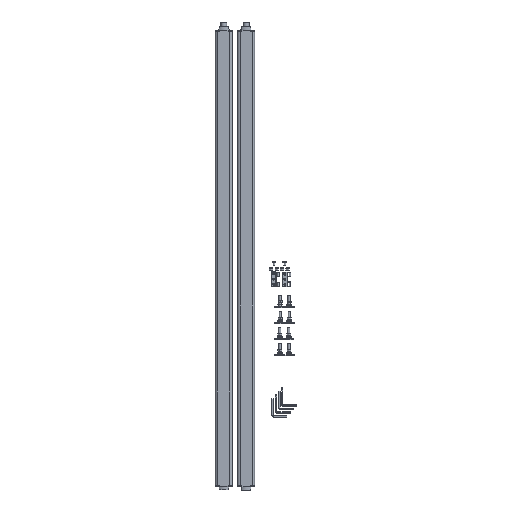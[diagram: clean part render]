
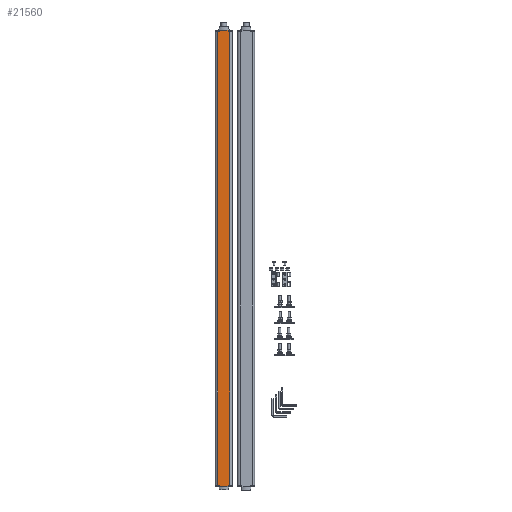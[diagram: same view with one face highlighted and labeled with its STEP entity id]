
A CAD part, front view. The second image highlights one B-rep face of the part: STEP entity #21560.
In plain terms, the highlighted planar face has unit normal (0, -1, 0).
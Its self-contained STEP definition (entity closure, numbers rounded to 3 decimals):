
#300=(
BOUNDED_CURVE()
B_SPLINE_CURVE(2,(#32852,#32853,#32854),.UNSPECIFIED.,.F.,.F.)
B_SPLINE_CURVE_WITH_KNOTS((3,3),(1.746,4.161),
 .UNSPECIFIED.)
CURVE()
GEOMETRIC_REPRESENTATION_ITEM()
RATIONAL_B_SPLINE_CURVE((1.416,1.584,1.416))
REPRESENTATION_ITEM($)
);
#332=(
BOUNDED_CURVE()
B_SPLINE_CURVE(2,(#34367,#34368,#34369),.UNSPECIFIED.,.F.,.F.)
B_SPLINE_CURVE_WITH_KNOTS((3,3),(1.746,4.161),
 .UNSPECIFIED.)
CURVE()
GEOMETRIC_REPRESENTATION_ITEM()
RATIONAL_B_SPLINE_CURVE((1.416,1.584,1.416))
REPRESENTATION_ITEM($)
);
#910=LINE($,#31103,#2877);
#1080=LINE($,#31693,#3047);
#1142=LINE($,#31909,#3109);
#1312=LINE($,#32499,#3279);
#1371=LINE($,#34000,#3338);
#1372=LINE($,#34002,#3339);
#1438=LINE($,#35515,#3405);
#1439=LINE($,#35517,#3406);
#1548=LINE($,#35760,#3515);
#1549=LINE($,#35761,#3516);
#2877=VECTOR($,#24864,4.);
#3047=VECTOR($,#25322,4.);
#3109=VECTOR($,#25488,4.);
#3279=VECTOR($,#25946,4.);
#3338=VECTOR($,#26213,2.792);
#3339=VECTOR($,#26216,2.792);
#3405=VECTOR($,#26490,2.792);
#3406=VECTOR($,#26493,2.792);
#3515=VECTOR($,#26710,933.);
#3516=VECTOR($,#26711,933.);
#5059=PLANE($,#23119);
#6168=FACE_OUTER_BOUND($,#7465,.T.);
#7465=EDGE_LOOP($,(#16662,#16663,#16664,#16665,#16666,#16667,#16668,#16669,
#16670,#16671,#16672,#16673));
#9301=VERTEX_POINT($,#31100);
#9302=VERTEX_POINT($,#31102);
#9457=VERTEX_POINT($,#31690);
#9458=VERTEX_POINT($,#31692);
#9519=VERTEX_POINT($,#31906);
#9520=VERTEX_POINT($,#31908);
#9675=VERTEX_POINT($,#32496);
#9676=VERTEX_POINT($,#32498);
#9719=VERTEX_POINT($,#32838);
#9720=VERTEX_POINT($,#32851);
#9852=VERTEX_POINT($,#34353);
#9853=VERTEX_POINT($,#34366);
#11454=EDGE_CURVE($,#9302,#9301,#910,.T.);
#11690=EDGE_CURVE($,#9458,#9457,#1080,.T.);
#11778=EDGE_CURVE($,#9520,#9519,#1142,.T.);
#12014=EDGE_CURVE($,#9676,#9675,#1312,.T.);
#12059=EDGE_CURVE($,#9720,#9719,#300,.T.);
#12191=EDGE_CURVE($,#9301,#9720,#1371,.T.);
#12192=EDGE_CURVE($,#9458,#9719,#1372,.T.);
#12243=EDGE_CURVE($,#9853,#9852,#332,.T.);
#12375=EDGE_CURVE($,#9519,#9853,#1438,.T.);
#12376=EDGE_CURVE($,#9676,#9852,#1439,.T.);
#12492=EDGE_CURVE($,#9675,#9302,#1548,.T.);
#12493=EDGE_CURVE($,#9520,#9457,#1549,.T.);
#16662=ORIENTED_EDGE($,*,*,#12492,.T.);
#16663=ORIENTED_EDGE($,*,*,#11454,.T.);
#16664=ORIENTED_EDGE($,*,*,#12191,.T.);
#16665=ORIENTED_EDGE($,*,*,#12059,.T.);
#16666=ORIENTED_EDGE($,*,*,#12192,.F.);
#16667=ORIENTED_EDGE($,*,*,#11690,.T.);
#16668=ORIENTED_EDGE($,*,*,#12493,.F.);
#16669=ORIENTED_EDGE($,*,*,#11778,.T.);
#16670=ORIENTED_EDGE($,*,*,#12375,.T.);
#16671=ORIENTED_EDGE($,*,*,#12243,.T.);
#16672=ORIENTED_EDGE($,*,*,#12376,.F.);
#16673=ORIENTED_EDGE($,*,*,#12014,.T.);
#21560=ADVANCED_FACE($,(#6168),#5059,.T.);
#23119=AXIS2_PLACEMENT_3D($,#35759,#26708,#26709);
#24864=DIRECTION($,(1.,0.,0.));
#25322=DIRECTION($,(1.,0.,0.));
#25488=DIRECTION($,(-1.,0.,0.));
#25946=DIRECTION($,(-1.,0.,0.));
#26213=DIRECTION($,(0.,0.,-1.));
#26216=DIRECTION($,(0.,0.,-1.));
#26490=DIRECTION($,(0.,0.,1.));
#26493=DIRECTION($,(0.,0.,1.));
#26708=DIRECTION('center_axis',(0.,-1.,0.));
#26709=DIRECTION('ref_axis',(0.,0.,-1.));
#26710=DIRECTION($,(0.,0.,-1.));
#26711=DIRECTION($,(0.,0.,-1.));
#31100=CARTESIAN_POINT('',(9.,0.,-8.));
#31102=CARTESIAN_POINT('',(5.,0.,-8.));
#31103=CARTESIAN_POINT($,(5.,0.,-8.));
#31690=CARTESIAN_POINT('',(30.,0.,-8.));
#31692=CARTESIAN_POINT('',(26.,0.,-8.));
#31693=CARTESIAN_POINT($,(26.,0.,-8.));
#31906=CARTESIAN_POINT('',(26.,0.,925.));
#31908=CARTESIAN_POINT('',(30.,0.,925.));
#31909=CARTESIAN_POINT($,(30.,0.,925.));
#32496=CARTESIAN_POINT('',(5.,0.,925.));
#32498=CARTESIAN_POINT('',(9.,0.,925.));
#32499=CARTESIAN_POINT($,(9.,0.,925.));
#32838=CARTESIAN_POINT('',(26.,0.,-10.792));
#32851=CARTESIAN_POINT('',(9.,0.,-10.792));
#32852=CARTESIAN_POINT('Ctrl Pts',(9.,0.,-10.792));
#32853=CARTESIAN_POINT('Ctrl Pts',(17.5,0.,-11.302));
#32854=CARTESIAN_POINT('Ctrl Pts',(26.,0.,-10.792));
#34000=CARTESIAN_POINT($,(9.,0.,-8.));
#34002=CARTESIAN_POINT($,(26.,0.,-8.));
#34353=CARTESIAN_POINT('',(9.,0.,927.792));
#34366=CARTESIAN_POINT('',(26.,0.,927.792));
#34367=CARTESIAN_POINT('Ctrl Pts',(26.,0.,927.792));
#34368=CARTESIAN_POINT('Ctrl Pts',(17.5,0.,928.302));
#34369=CARTESIAN_POINT('Ctrl Pts',(9.,0.,927.792));
#35515=CARTESIAN_POINT($,(26.,0.,925.));
#35517=CARTESIAN_POINT($,(9.,0.,925.));
#35759=CARTESIAN_POINT('Origin',(30.,0.,0.));
#35760=CARTESIAN_POINT($,(5.,0.,925.));
#35761=CARTESIAN_POINT($,(30.,0.,925.));
